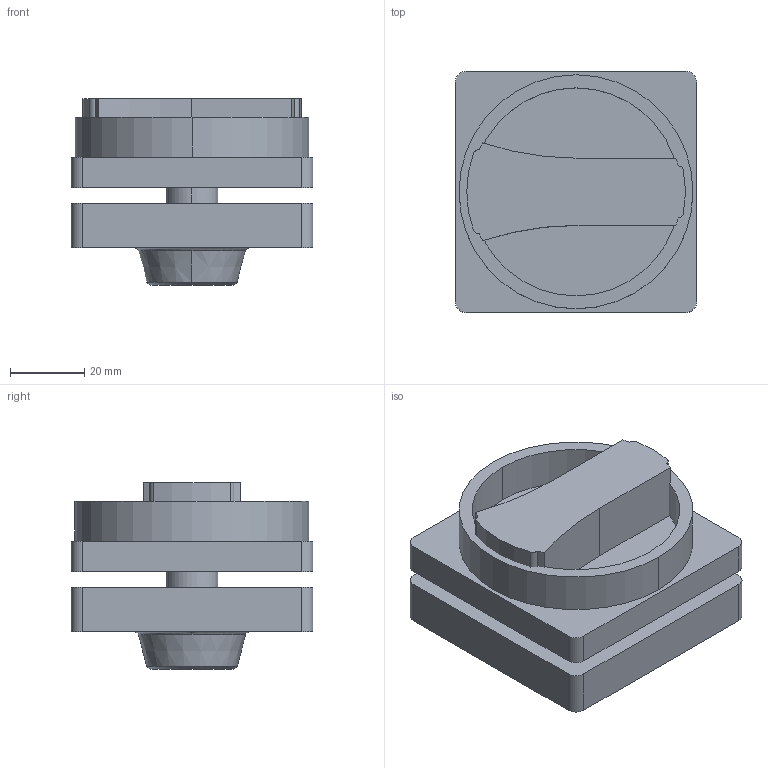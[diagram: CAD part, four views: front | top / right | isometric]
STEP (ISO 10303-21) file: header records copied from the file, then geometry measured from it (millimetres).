
FILE_DESCRIPTION((''),'2;1');
FILE_NAME('3d_GAX61B.stp','2012-10-03T10:59:28',(''),(''),'Mechanical Desktop 2011','Mechanical Desktop 2011',', , ');
FILE_SCHEMA(('CONFIG_CONTROL_DESIGN'));
Length unit declared in the file: millimetre
Products named in the file (1): Product
Bounding box: 65 x 65 x 50.15 mm (x, y, z)
Volume: 116097.5 mm3; surface area: 34589 mm2
Topology: 6 solids, 6 shells, 55 faces, 134 edges, 91 vertices
Faces by surface type: cylinder 25, plane 24, cone 4, bspline 2
Entity records: 1826 total; most frequent: CARTESIAN_POINT 369, DIRECTION 311, ORIENTED_EDGE 268, EDGE_CURVE 134, AXIS2_PLACEMENT_3D 123, VERTEX_POINT 91, CIRCLE 69, VECTOR 65
